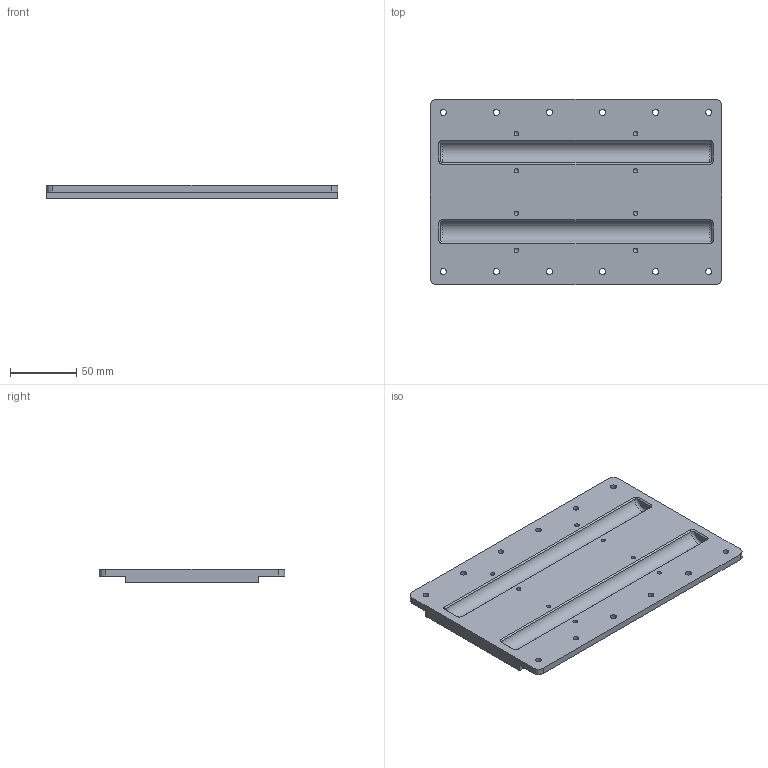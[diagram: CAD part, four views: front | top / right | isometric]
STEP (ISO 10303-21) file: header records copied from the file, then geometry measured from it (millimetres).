
FILE_DESCRIPTION(('FreeCAD Model'),'2;1');
FILE_NAME('Open CASCADE Shape Model','2026-01-15T00:01:46',(''),(''), 'Open CASCADE STEP processor 7.9','FreeCAD','Unknown');
FILE_SCHEMA(('AUTOMOTIVE_DESIGN { 1 0 10303 214 1 1 1 1 }'));
Length unit declared in the file: millimetre
Products named in the file (1): 16mm block v2
Bounding box: 220 x 140 x 10 mm (x, y, z)
Volume: 219758.3 mm3; surface area: 73092.4 mm2
Topology: 1 solids, 1 shells, 68 faces, 168 edges, 104 vertices
Faces by surface type: cylinder 26, plane 22, bspline 8, cone 8, torus 4
Full cylindrical faces by diameter (mm): 3.3 x8, 4.5 x12
Entity records: 2452 total; most frequent: CARTESIAN_POINT 827, ORIENTED_EDGE 320, DIRECTION 316, EDGE_CURVE 160, AXIS2_PLACEMENT_3D 117, VERTEX_POINT 104, FACE_BOUND 102, EDGE_LOOP 102
